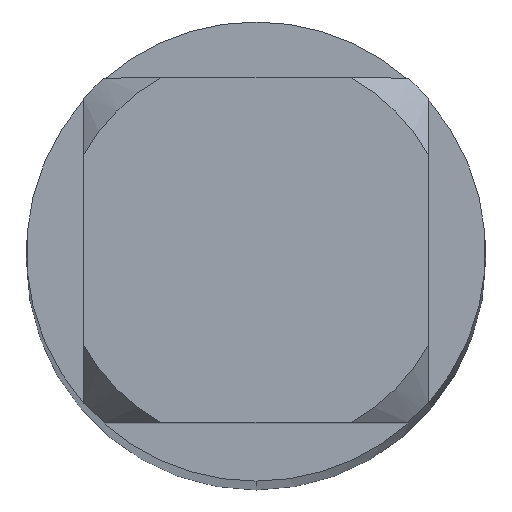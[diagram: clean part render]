
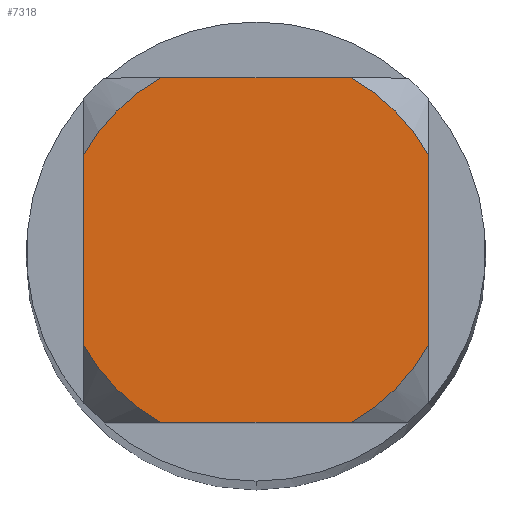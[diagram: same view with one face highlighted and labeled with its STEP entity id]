
A CAD part, top view. The second image highlights one B-rep face of the part: STEP entity #7318.
In plain terms, the highlighted planar face has unit normal (0, 0, 1).
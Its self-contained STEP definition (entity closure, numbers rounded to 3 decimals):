
#2516=EDGE_CURVE('',#5094,#4264,#7463,.T.);
#2536=EDGE_CURVE('',#4786,#6794,#7485,.T.);
#2834=VERTEX_POINT('',#7814);
#2972=EDGE_CURVE('',#5480,#5258,#7967,.T.);
#4264=VERTEX_POINT('',#9364);
#4420=EDGE_CURVE('',#2834,#4264,#9531,.T.);
#4786=VERTEX_POINT('',#9928);
#5094=VERTEX_POINT('',#10258);
#5258=VERTEX_POINT('',#10440);
#5480=VERTEX_POINT('',#10682);
#5742=EDGE_CURVE('',#5480,#6288,#10970,.T.);
#5844=EDGE_CURVE('',#2834,#6794,#11080,.T.);
#6022=EDGE_CURVE('',#5094,#6288,#11276,.T.);
#6288=VERTEX_POINT('',#11566);
#6514=EDGE_CURVE('',#4786,#5258,#11815,.T.);
#6794=VERTEX_POINT('',#12122);
#7318=ADVANCED_FACE('',(#12690),#12691,.T.);
#7463=CIRCLE('',#12852,1.2);
#7485=LINE('',#12891,#12892);
#7814=CARTESIAN_POINT('',(0.581,1.05,0.0));
#7967=LINE('',#13722,#13723);
#9364=CARTESIAN_POINT('',(-0.581,1.05,0.0));
#9531=LINE('',#16359,#16360);
#9928=CARTESIAN_POINT('',(1.05,-0.581,0.0));
#10258=CARTESIAN_POINT('',(-1.05,0.581,0.0));
#10440=CARTESIAN_POINT('',(0.581,-1.05,0.0));
#10682=CARTESIAN_POINT('',(-0.581,-1.05,0.0));
#10970=CIRCLE('',#18775,1.2);
#11080=CIRCLE('',#18982,1.2);
#11276=LINE('',#19324,#19325);
#11566=CARTESIAN_POINT('',(-1.05,-0.581,0.0));
#11815=CIRCLE('',#20197,1.2);
#12122=CARTESIAN_POINT('',(1.05,0.581,0.0));
#12690=FACE_OUTER_BOUND('',#21678,.T.);
#12691=PLANE('',#21679);
#12852=AXIS2_PLACEMENT_3D('',#21887,#21888,#21889);
#12891=CARTESIAN_POINT('',(1.05,0.3,0.0));
#12892=VECTOR('',#21915,1.0);
#13722=CARTESIAN_POINT('',(0.0,-1.05,0.0));
#13723=VECTOR('',#22608,1.0);
#16359=CARTESIAN_POINT('',(0.0,1.05,0.0));
#16360=VECTOR('',#24184,1.0);
#18775=AXIS2_PLACEMENT_3D('',#25904,#25905,#25906);
#18982=AXIS2_PLACEMENT_3D('',#26023,#26024,#26025);
#19324=CARTESIAN_POINT('',(-1.05,0.3,0.0));
#19325=VECTOR('',#26244,1.0);
#20197=AXIS2_PLACEMENT_3D('',#26810,#26811,#26812);
#21678=EDGE_LOOP('',(#27707,#27708,#27709,#27710,#27711,#27712,#27713,#27714));
#21679=AXIS2_PLACEMENT_3D('',#27715,#27716,#27717);
#21887=CARTESIAN_POINT('',(0.0,0.0,0.0));
#21888=DIRECTION('',(0.0,0.0,-1.0));
#21889=DIRECTION('',(0.0,1.0,0.0));
#21915=DIRECTION('',(-0.0,1.0,0.0));
#22608=DIRECTION('',(1.0,0.0,0.0));
#24184=DIRECTION('',(-1.0,0.0,0.0));
#25904=CARTESIAN_POINT('',(0.0,0.0,0.0));
#25905=DIRECTION('',(0.0,0.0,-1.0));
#25906=DIRECTION('',(0.0,1.0,0.0));
#26023=CARTESIAN_POINT('',(0.0,0.0,0.0));
#26024=DIRECTION('',(0.0,0.0,-1.0));
#26025=DIRECTION('',(0.0,1.0,0.0));
#26244=DIRECTION('',(-0.0,-1.0,0.0));
#26810=CARTESIAN_POINT('',(0.0,0.0,0.0));
#26811=DIRECTION('',(0.0,0.0,-1.0));
#26812=DIRECTION('',(0.0,1.0,0.0));
#27707=ORIENTED_EDGE('',*,*,#6022,.T.);
#27708=ORIENTED_EDGE('',*,*,#5742,.F.);
#27709=ORIENTED_EDGE('',*,*,#2972,.T.);
#27710=ORIENTED_EDGE('',*,*,#6514,.F.);
#27711=ORIENTED_EDGE('',*,*,#2536,.T.);
#27712=ORIENTED_EDGE('',*,*,#5844,.F.);
#27713=ORIENTED_EDGE('',*,*,#4420,.T.);
#27714=ORIENTED_EDGE('',*,*,#2516,.F.);
#27715=CARTESIAN_POINT('',(0.0,0.6,0.0));
#27716=DIRECTION('',(-0.0,0.0,1.0));
#27717=DIRECTION('',(0.0,-1.0,0.0));
